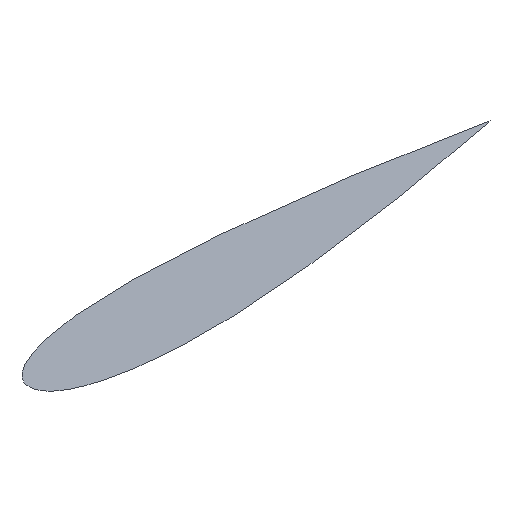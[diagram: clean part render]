
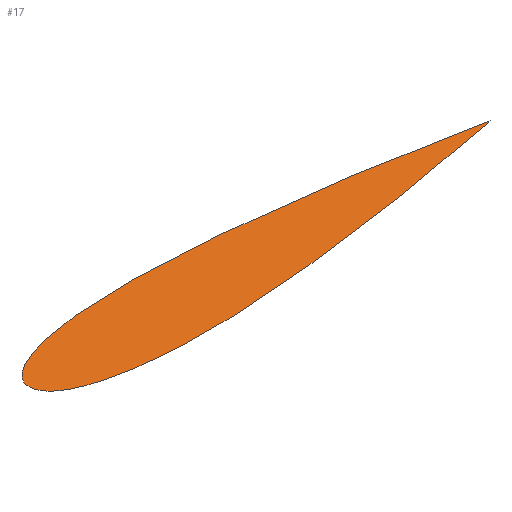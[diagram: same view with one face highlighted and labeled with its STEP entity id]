
A CAD part, isometric view. The second image highlights one B-rep face of the part: STEP entity #17.
In plain terms, the highlighted free-form (B-spline) face has degree [1, 1] with [2, 2] control points.
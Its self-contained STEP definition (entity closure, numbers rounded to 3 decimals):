
#17 = ADVANCED_FACE('',(#18),#95,.T.);
#18 = FACE_BOUND('',#19,.T.);
#19 = EDGE_LOOP('',(#20,#30,#89));
#20 = ORIENTED_EDGE('',*,*,#21,.T.);
#21 = EDGE_CURVE('',#22,#24,#26,.T.);
#22 = VERTEX_POINT('',#23);
#23 = CARTESIAN_POINT('',(1.145,0.,0.));
#24 = VERTEX_POINT('',#25);
#25 = CARTESIAN_POINT('',(1.136,0.002,0.));
#26 = B_SPLINE_CURVE_WITH_KNOTS('',2,(#27,#28,#29),.UNSPECIFIED.,.F.,.F.
  ,(3,3),(0.,1.),.PIECEWISE_BEZIER_KNOTS.);
#27 = CARTESIAN_POINT('',(1.145,0.,0.));
#28 = CARTESIAN_POINT('',(1.14,0.001,0.));
#29 = CARTESIAN_POINT('',(1.136,0.002,0.));
#30 = ORIENTED_EDGE('',*,*,#31,.T.);
#31 = EDGE_CURVE('',#24,#32,#34,.T.);
#32 = VERTEX_POINT('',#33);
#33 = CARTESIAN_POINT('',(1.136,-0.002,0.));
#34 = B_SPLINE_CURVE_WITH_KNOTS('',3,(#35,#36,#37,#38,#39,#40,#41,#42,
    #43,#44,#45,#46,#47,#48,#49,#50,#51,#52,#53,#54,#55,#56,#57,#58,#59,
    #60,#61,#62,#63,#64,#65,#66,#67,#68,#69,#70,#71,#72,#73,#74,#75,#76,
    #77,#78,#79,#80,#81,#82,#83,#84,#85,#86,#87,#88),.UNSPECIFIED.,.F.,
  .F.,(4,1,1,1,1,1,1,1,1,1,1,1,1,1,1,1,1,1,1,1,1,1,1,1,1,1,1,1,1,1,1,1,1
    ,1,1,1,1,1,1,1,1,1,1,1,1,1,1,1,1,1,1,4),(0.,0.004,
    0.042,0.111,0.163,0.214,
    0.263,0.292,0.311,0.348,
    0.373,0.396,0.416,0.427,
    0.437,0.449,0.456,0.464,
    0.472,0.476,0.48,0.485,
    0.489,0.493,0.496,0.501,
    0.504,0.508,0.512,0.517,
    0.52,0.526,0.533,0.541,
    0.551,0.563,0.573,0.584,
    0.604,0.627,0.652,0.689,
    0.717,0.746,0.776,0.817,
    0.868,0.899,0.939,0.99,
    0.996,1.),.UNSPECIFIED.);
#35 = CARTESIAN_POINT('',(1.136,0.002,0.));
#36 = CARTESIAN_POINT('',(1.133,0.003,0.));
#37 = CARTESIAN_POINT('',(1.101,0.01,0.));
#38 = CARTESIAN_POINT('',(1.015,0.027,0.));
#39 = CARTESIAN_POINT('',(0.892,0.048,0.));
#40 = CARTESIAN_POINT('',(0.758,0.068,0.));
#41 = CARTESIAN_POINT('',(0.64,0.083,0.));
#42 = CARTESIAN_POINT('',(0.538,0.093,0.));
#43 = CARTESIAN_POINT('',(0.462,0.099,0.));
#44 = CARTESIAN_POINT('',(0.396,0.102,0.));
#45 = CARTESIAN_POINT('',(0.332,0.103,0.));
#46 = CARTESIAN_POINT('',(0.266,0.101,0.));
#47 = CARTESIAN_POINT('',(0.213,0.097,0.));
#48 = CARTESIAN_POINT('',(0.17,0.091,0.));
#49 = CARTESIAN_POINT('',(0.139,0.086,0.));
#50 = CARTESIAN_POINT('',(0.113,0.08,0.));
#51 = CARTESIAN_POINT('',(0.091,0.074,0.));
#52 = CARTESIAN_POINT('',(0.071,0.067,0.));
#53 = CARTESIAN_POINT('',(0.054,0.06,0.));
#54 = CARTESIAN_POINT('',(0.04,0.052,0.));
#55 = CARTESIAN_POINT('',(0.03,0.046,0.));
#56 = CARTESIAN_POINT('',(0.022,0.04,0.));
#57 = CARTESIAN_POINT('',(0.014,0.033,0.));
#58 = CARTESIAN_POINT('',(0.008,0.024,0.));
#59 = CARTESIAN_POINT('',(0.003,0.017,0.));
#60 = CARTESIAN_POINT('',(0.001,0.008,0.));
#61 = CARTESIAN_POINT('',(0.,0.,0.));
#62 = CARTESIAN_POINT('',(0.001,-0.01,0.));
#63 = CARTESIAN_POINT('',(0.004,-0.019,0.));
#64 = CARTESIAN_POINT('',(0.01,-0.027,0.));
#65 = CARTESIAN_POINT('',(0.016,-0.035,0.));
#66 = CARTESIAN_POINT('',(0.024,-0.042,0.));
#67 = CARTESIAN_POINT('',(0.035,-0.049,0.));
#68 = CARTESIAN_POINT('',(0.049,-0.057,0.));
#69 = CARTESIAN_POINT('',(0.067,-0.065,0.));
#70 = CARTESIAN_POINT('',(0.089,-0.073,0.));
#71 = CARTESIAN_POINT('',(0.113,-0.08,0.));
#72 = CARTESIAN_POINT('',(0.139,-0.086,0.));
#73 = CARTESIAN_POINT('',(0.17,-0.091,0.));
#74 = CARTESIAN_POINT('',(0.213,-0.097,0.));
#75 = CARTESIAN_POINT('',(0.266,-0.101,0.));
#76 = CARTESIAN_POINT('',(0.332,-0.103,0.));
#77 = CARTESIAN_POINT('',(0.403,-0.102,0.));
#78 = CARTESIAN_POINT('',(0.477,-0.098,0.));
#79 = CARTESIAN_POINT('',(0.546,-0.092,0.));
#80 = CARTESIAN_POINT('',(0.624,-0.085,0.));
#81 = CARTESIAN_POINT('',(0.719,-0.073,0.));
#82 = CARTESIAN_POINT('',(0.814,-0.06,0.));
#83 = CARTESIAN_POINT('',(0.909,-0.045,0.));
#84 = CARTESIAN_POINT('',(1.003,-0.029,0.));
#85 = CARTESIAN_POINT('',(1.078,-0.014,0.));
#86 = CARTESIAN_POINT('',(1.125,-0.004,0.));
#87 = CARTESIAN_POINT('',(1.133,-0.003,0.));
#88 = CARTESIAN_POINT('',(1.136,-0.002,0.));
#89 = ORIENTED_EDGE('',*,*,#90,.T.);
#90 = EDGE_CURVE('',#32,#22,#91,.T.);
#91 = B_SPLINE_CURVE_WITH_KNOTS('',2,(#92,#93,#94),.UNSPECIFIED.,.F.,.F.
  ,(3,3),(0.,1.),.PIECEWISE_BEZIER_KNOTS.);
#92 = CARTESIAN_POINT('',(1.136,-0.002,0.));
#93 = CARTESIAN_POINT('',(1.14,-0.001,0.));
#94 = CARTESIAN_POINT('',(1.145,0.,0.));
#95 = B_SPLINE_SURFACE_WITH_KNOTS('',1,1,(
    (#96,#97)
    ,(#98,#99)),.UNSPECIFIED.,.F.,.F.,.F.,(2,2),(2,2),(-1.004,
    0.004),(-0.092,0.09),
  .PIECEWISE_BEZIER_KNOTS.);
#96 = CARTESIAN_POINT('',(0.,-0.103,0.));
#97 = CARTESIAN_POINT('',(0.,0.103,0.));
#98 = CARTESIAN_POINT('',(1.145,-0.103,0.));
#99 = CARTESIAN_POINT('',(1.145,0.103,0.));
